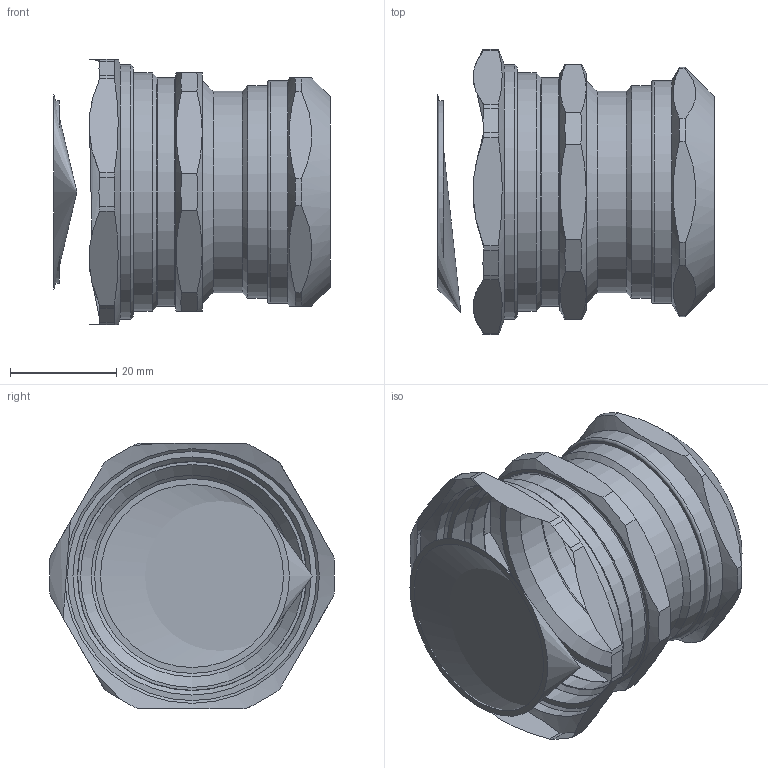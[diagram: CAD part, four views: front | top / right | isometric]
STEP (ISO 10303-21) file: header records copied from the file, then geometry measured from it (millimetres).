
FILE_DESCRIPTION(/* description */ ('','CAx-IF Rec.Pracs.---Representation and Presentation of Product Manufacturing Information (PMI)---4.0---2014-10-13'),/* implementation_level */ '2;1');
FILE_NAME(/* name */ 'ЗЭТАРУС МТР-Т25-МР25.stp',/* time_stamp */ '2022-08-22T10:31:14+07:00',/* author */ ('zeta-09'),/* organization */ (''),/* preprocessor_version */ 'ST-DEVELOPER v18.1',/* originating_system */ 'Autodesk Inventor 2021',/* authorisation */ '');
FILE_SCHEMA (('AP242_MANAGED_MODEL_BASED_3D_ENGINEERING_MIM_LF { 1 0 10303 442 1 1 4 }'));
Length unit declared in the file: millimetre
Products named in the file (1): Деталь31
Bounding box: 52.09 x 53.73 x 50 mm (x, y, z)
Volume: 76829.8 mm3; surface area: 13301 mm2
Topology: 1 solids, 3 shells, 87 faces, 218 edges, 143 vertices
Faces by surface type: plane 42, cylinder 28, cone 11, torus 4, bspline 2
Full cylindrical faces by diameter (mm): 22.4 x1, 33.5 x1, 34.5 x1, 38 x1, 40 x1, 42 x1, 43.1 x1, 44.9 x1, 48 x1
Entity records: 2949 total; most frequent: CARTESIAN_POINT 773, ORIENTED_EDGE 434, DIRECTION 427, EDGE_CURVE 218, AXIS2_PLACEMENT_3D 180, VERTEX_POINT 143, EDGE_LOOP 95, FACE_OUTER_BOUND 87
